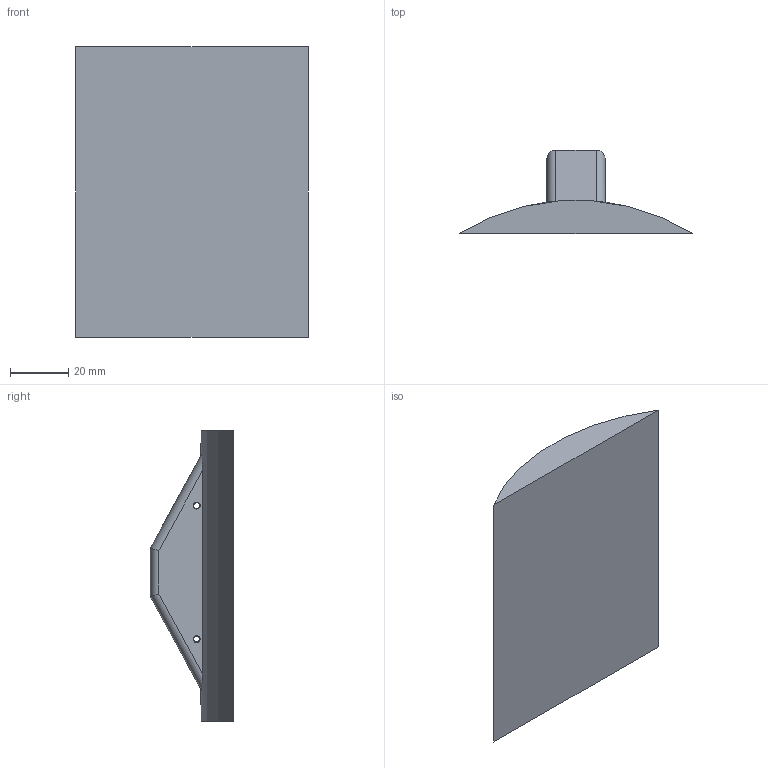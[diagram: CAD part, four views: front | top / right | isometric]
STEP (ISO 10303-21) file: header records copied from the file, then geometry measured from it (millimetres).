
FILE_DESCRIPTION (( 'STEP AP214' ), '1' );
FILE_NAME ('Aeroshell1.0_ANSYS.STEP', '2024-10-16T21:06:42', ( '' ), ( '' ), 'SwSTEP 2.0', 'SolidWorks 2024', '' );
FILE_SCHEMA (( 'AUTOMOTIVE_DESIGN' ));
Length unit declared in the file: millimetre
Products named in the file (1): Aeroshell1.0_ANSYS
Bounding box: 80.25 x 28.76 x 100 mm (x, y, z)
Volume: 66629 mm3; surface area: 23517 mm2
Topology: 1 solids, 1 shells, 51 faces, 122 edges, 76 vertices
Faces by surface type: cylinder 26, plane 13, torus 12
Entity records: 1633 total; most frequent: CARTESIAN_POINT 410, DIRECTION 260, ORIENTED_EDGE 244, EDGE_CURVE 122, AXIS2_PLACEMENT_3D 106, VERTEX_POINT 76, EDGE_LOOP 64, CIRCLE 54
